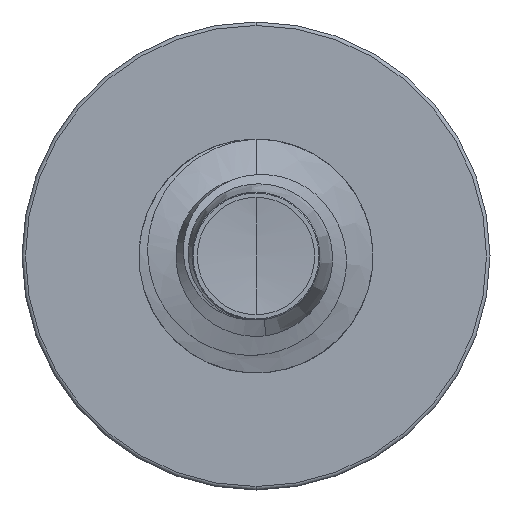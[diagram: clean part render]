
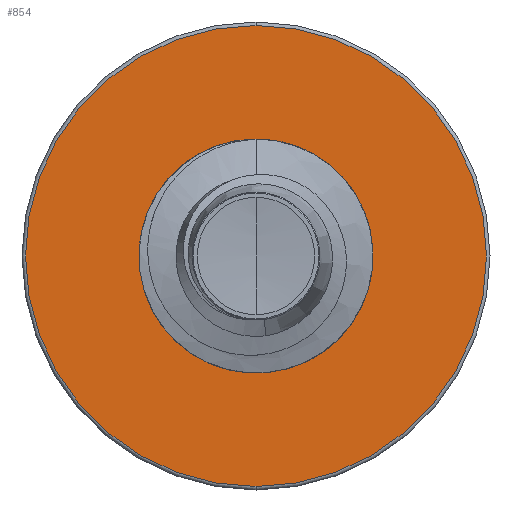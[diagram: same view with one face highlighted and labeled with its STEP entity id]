
A CAD part, front view. The second image highlights one B-rep face of the part: STEP entity #854.
In plain terms, the highlighted planar face has unit normal (0, -1, 0).
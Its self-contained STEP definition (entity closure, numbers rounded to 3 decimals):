
#854 = ADVANCED_FACE ( 'NONE', ( #17342, #15662 ), #14604, .F. ) ;
#2541 = EDGE_LOOP ( 'NONE', ( #17212, #13666 ) ) ;
#2914 = CIRCLE ( 'NONE', #8172, 3.94 ) ;
#3115 = ORIENTED_EDGE ( 'NONE', *, *, #13974, .T. ) ;
#3228 = CIRCLE ( 'NONE', #12911, 1.989 ) ;
#5220 = CARTESIAN_POINT ( 'NONE',  ( 0., 10., -3.94 ) ) ;
#6086 = CARTESIAN_POINT ( 'NONE',  ( 0., 10., 3.94 ) ) ;
#6422 = AXIS2_PLACEMENT_3D ( 'NONE', #17271, #17268, #17261 ) ;
#8172 = AXIS2_PLACEMENT_3D ( 'NONE', #8465, #8418, #8393 ) ;
#8213 = VERTEX_POINT ( 'NONE', #6086 ) ;
#8275 = ORIENTED_EDGE ( 'NONE', *, *, #9993, .T. ) ;
#8393 = DIRECTION ( 'NONE',  ( 0., 0., 1. ) ) ;
#8418 = DIRECTION ( 'NONE',  ( 0., 1., 0. ) ) ;
#8465 = CARTESIAN_POINT ( 'NONE',  ( 0., 10., 0. ) ) ;
#9734 = AXIS2_PLACEMENT_3D ( 'NONE', #14553, #14003, #13987 ) ;
#9808 = DIRECTION ( 'NONE',  ( 0., 1., 0. ) ) ;
#9991 = VERTEX_POINT ( 'NONE', #17304 ) ;
#9993 = EDGE_CURVE ( 'NONE', #13539, #9991, #15622, .T. ) ;
#10323 = CARTESIAN_POINT ( 'NONE',  ( 0., 10., 0. ) ) ;
#11116 = EDGE_CURVE ( 'NONE', #8213, #16472, #12408, .T. ) ;
#12408 = CIRCLE ( 'NONE', #17436, 3.94 ) ;
#12911 = AXIS2_PLACEMENT_3D ( 'NONE', #16404, #16403, #16394 ) ;
#13539 = VERTEX_POINT ( 'NONE', #17132 ) ;
#13666 = ORIENTED_EDGE ( 'NONE', *, *, #15901, .F. ) ;
#13899 = EDGE_LOOP ( 'NONE', ( #3115, #8275 ) ) ;
#13974 = EDGE_CURVE ( 'NONE', #9991, #13539, #3228, .T. ) ;
#13987 = DIRECTION ( 'NONE',  ( 0., 0., 1. ) ) ;
#14003 = DIRECTION ( 'NONE',  ( 0., 1., 0. ) ) ;
#14093 = DIRECTION ( 'NONE',  ( 0., 0., 1. ) ) ;
#14553 = CARTESIAN_POINT ( 'NONE',  ( 0., 10., -1.989 ) ) ;
#14604 = PLANE ( 'NONE',  #9734 ) ;
#15622 = CIRCLE ( 'NONE', #6422, 1.989 ) ;
#15662 = FACE_BOUND ( 'NONE', #13899, .T. ) ;
#15901 = EDGE_CURVE ( 'NONE', #16472, #8213, #2914, .T. ) ;
#16394 = DIRECTION ( 'NONE',  ( 0., 0., 1. ) ) ;
#16403 = DIRECTION ( 'NONE',  ( 0., 1., 0. ) ) ;
#16404 = CARTESIAN_POINT ( 'NONE',  ( 0., 10., 0. ) ) ;
#16472 = VERTEX_POINT ( 'NONE', #5220 ) ;
#17132 = CARTESIAN_POINT ( 'NONE',  ( 0., 10., -1.989 ) ) ;
#17212 = ORIENTED_EDGE ( 'NONE', *, *, #11116, .F. ) ;
#17261 = DIRECTION ( 'NONE',  ( 0., 0., 1. ) ) ;
#17268 = DIRECTION ( 'NONE',  ( 0., 1., 0. ) ) ;
#17271 = CARTESIAN_POINT ( 'NONE',  ( 0., 10., 0. ) ) ;
#17304 = CARTESIAN_POINT ( 'NONE',  ( 0., 10., 1.989 ) ) ;
#17342 = FACE_OUTER_BOUND ( 'NONE', #2541, .T. ) ;
#17436 = AXIS2_PLACEMENT_3D ( 'NONE', #10323, #9808, #14093 ) ;
